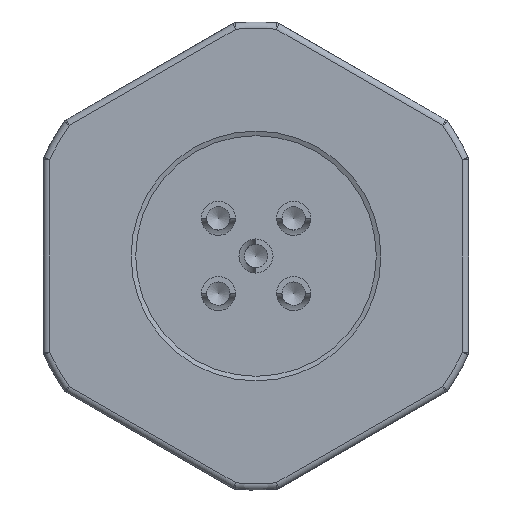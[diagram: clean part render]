
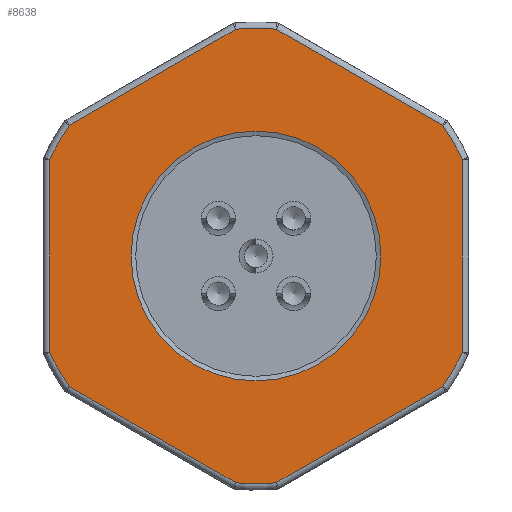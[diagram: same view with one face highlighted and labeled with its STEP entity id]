
A CAD part, left-side view. The second image highlights one B-rep face of the part: STEP entity #8638.
In plain terms, the highlighted planar face has unit normal (-1, 0, 0).
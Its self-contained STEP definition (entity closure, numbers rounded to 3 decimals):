
#481=LINE('',#24752,#1250);
#482=LINE('',#24756,#1251);
#483=LINE('',#24760,#1252);
#484=LINE('',#24764,#1253);
#485=LINE('',#24768,#1254);
#486=LINE('',#24772,#1255);
#1250=VECTOR('',#10572,1000.);
#1251=VECTOR('',#10575,1000.);
#1252=VECTOR('',#10578,1000.);
#1253=VECTOR('',#10581,1000.);
#1254=VECTOR('',#10584,1000.);
#1255=VECTOR('',#10587,1000.);
#1939=PLANE('',#9349);
#2759=ORIENTED_EDGE('',*,*,#5065,.T.);
#2760=ORIENTED_EDGE('',*,*,#5066,.T.);
#2761=ORIENTED_EDGE('',*,*,#5067,.T.);
#2762=ORIENTED_EDGE('',*,*,#5068,.T.);
#2763=ORIENTED_EDGE('',*,*,#5069,.T.);
#2764=ORIENTED_EDGE('',*,*,#5070,.T.);
#2765=ORIENTED_EDGE('',*,*,#5071,.T.);
#2766=ORIENTED_EDGE('',*,*,#5072,.T.);
#2767=ORIENTED_EDGE('',*,*,#5073,.T.);
#2768=ORIENTED_EDGE('',*,*,#5074,.T.);
#2769=ORIENTED_EDGE('',*,*,#5075,.T.);
#2770=ORIENTED_EDGE('',*,*,#5076,.T.);
#2771=ORIENTED_EDGE('',*,*,#5077,.T.);
#5065=EDGE_CURVE('',#6227,#6227,#6883,.T.);
#5066=EDGE_CURVE('',#6228,#6229,#6884,.F.);
#5067=EDGE_CURVE('',#6229,#6230,#481,.F.);
#5068=EDGE_CURVE('',#6230,#6231,#6885,.F.);
#5069=EDGE_CURVE('',#6231,#6232,#482,.F.);
#5070=EDGE_CURVE('',#6232,#6233,#6886,.F.);
#5071=EDGE_CURVE('',#6233,#6234,#483,.F.);
#5072=EDGE_CURVE('',#6234,#6235,#6887,.F.);
#5073=EDGE_CURVE('',#6235,#6236,#484,.F.);
#5074=EDGE_CURVE('',#6236,#6237,#6888,.F.);
#5075=EDGE_CURVE('',#6237,#6238,#485,.F.);
#5076=EDGE_CURVE('',#6238,#6239,#6889,.F.);
#5077=EDGE_CURVE('',#6239,#6228,#486,.F.);
#6227=VERTEX_POINT('',#24748);
#6228=VERTEX_POINT('',#24750);
#6229=VERTEX_POINT('',#24751);
#6230=VERTEX_POINT('',#24753);
#6231=VERTEX_POINT('',#24755);
#6232=VERTEX_POINT('',#24757);
#6233=VERTEX_POINT('',#24759);
#6234=VERTEX_POINT('',#24761);
#6235=VERTEX_POINT('',#24763);
#6236=VERTEX_POINT('',#24765);
#6237=VERTEX_POINT('',#24767);
#6238=VERTEX_POINT('',#24769);
#6239=VERTEX_POINT('',#24771);
#6883=CIRCLE('',#9350,5.87);
#6884=CIRCLE('',#9351,10.7);
#6885=CIRCLE('',#9352,10.7);
#6886=CIRCLE('',#9353,10.7);
#6887=CIRCLE('',#9354,10.7);
#6888=CIRCLE('',#9355,10.7);
#6889=CIRCLE('',#9356,10.7);
#7276=EDGE_LOOP('',(#2759));
#7277=EDGE_LOOP('',(#2760,#2761,#2762,#2763,#2764,#2765,#2766,#2767,#2768,
#2769,#2770,#2771));
#7921=FACE_BOUND('',#7276,.T.);
#7922=FACE_BOUND('',#7277,.T.);
#8638=ADVANCED_FACE('',(#7921,#7922),#1939,.F.);
#9349=AXIS2_PLACEMENT_3D('',#24746,#10566,#10567);
#9350=AXIS2_PLACEMENT_3D('',#24747,#10568,#10569);
#9351=AXIS2_PLACEMENT_3D('',#24749,#10570,#10571);
#9352=AXIS2_PLACEMENT_3D('',#24754,#10573,#10574);
#9353=AXIS2_PLACEMENT_3D('',#24758,#10576,#10577);
#9354=AXIS2_PLACEMENT_3D('',#24762,#10579,#10580);
#9355=AXIS2_PLACEMENT_3D('',#24766,#10582,#10583);
#9356=AXIS2_PLACEMENT_3D('',#24770,#10585,#10586);
#10566=DIRECTION('',(1.,0.,0.));
#10567=DIRECTION('',(0.,0.,-1.));
#10568=DIRECTION('',(1.,0.,0.));
#10569=DIRECTION('',(0.,0.,-1.));
#10570=DIRECTION('',(1.,0.,0.));
#10571=DIRECTION('',(0.,0.,-1.));
#10572=DIRECTION('',(0.,1.,0.));
#10573=DIRECTION('',(1.,0.,0.));
#10574=DIRECTION('',(0.,0.,-1.));
#10575=DIRECTION('',(0.,0.5,-0.866));
#10576=DIRECTION('',(1.,0.,0.));
#10577=DIRECTION('',(0.,0.,-1.));
#10578=DIRECTION('',(0.,-0.5,-0.866));
#10579=DIRECTION('',(1.,0.,0.));
#10580=DIRECTION('',(0.,0.,-1.));
#10581=DIRECTION('',(0.,-1.,0.));
#10582=DIRECTION('',(1.,0.,0.));
#10583=DIRECTION('',(0.,0.,-1.));
#10584=DIRECTION('',(0.,-0.5,0.866));
#10585=DIRECTION('',(1.,0.,0.));
#10586=DIRECTION('',(0.,0.,-1.));
#10587=DIRECTION('',(0.,0.5,0.866));
#24746=CARTESIAN_POINT('',(-1.5,0.,0.));
#24747=CARTESIAN_POINT('',(-1.5,0.,0.));
#24748=CARTESIAN_POINT('',(-1.5,0.,-5.87));
#24749=CARTESIAN_POINT('',(-1.5,0.,0.));
#24750=CARTESIAN_POINT('',(-1.5,6.142,-8.762));
#24751=CARTESIAN_POINT('',(-1.5,4.517,-9.7));
#24752=CARTESIAN_POINT('',(-1.5,0.,-9.7));
#24753=CARTESIAN_POINT('',(-1.5,-4.517,-9.7));
#24754=CARTESIAN_POINT('',(-1.5,0.,0.));
#24755=CARTESIAN_POINT('',(-1.5,-6.142,-8.762));
#24756=CARTESIAN_POINT('',(-1.5,-8.4,-4.85));
#24757=CARTESIAN_POINT('',(-1.5,-10.659,-0.938));
#24758=CARTESIAN_POINT('',(-1.5,0.,0.));
#24759=CARTESIAN_POINT('',(-1.5,-10.659,0.938));
#24760=CARTESIAN_POINT('',(-1.5,-8.4,4.85));
#24761=CARTESIAN_POINT('',(-1.5,-6.142,8.762));
#24762=CARTESIAN_POINT('',(-1.5,0.,0.));
#24763=CARTESIAN_POINT('',(-1.5,-4.517,9.7));
#24764=CARTESIAN_POINT('',(-1.5,0.,9.7));
#24765=CARTESIAN_POINT('',(-1.5,4.517,9.7));
#24766=CARTESIAN_POINT('',(-1.5,0.,0.));
#24767=CARTESIAN_POINT('',(-1.5,6.142,8.762));
#24768=CARTESIAN_POINT('',(-1.5,8.4,4.85));
#24769=CARTESIAN_POINT('',(-1.5,10.659,0.938));
#24770=CARTESIAN_POINT('',(-1.5,0.,0.));
#24771=CARTESIAN_POINT('',(-1.5,10.659,-0.938));
#24772=CARTESIAN_POINT('',(-1.5,8.4,-4.85));
